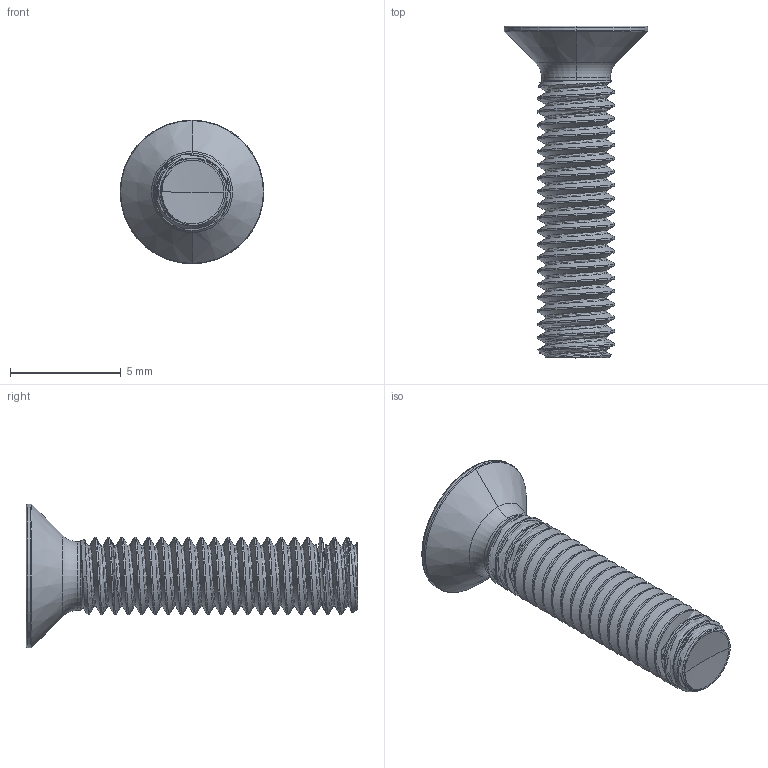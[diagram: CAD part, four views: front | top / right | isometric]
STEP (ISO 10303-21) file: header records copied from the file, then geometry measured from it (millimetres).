
FILE_DESCRIPTION (( 'STEP AP203' ), '1' );
FILE_NAME ('STM330350150.STEP', '2019-03-16T02:28:18', ( '' ), ( '' ), 'SwSTEP 2.0', 'SolidWorks 2015', '' );
FILE_SCHEMA (( 'CONFIG_CONTROL_DESIGN' ));
Length unit declared in the file: millimetre
Products named in the file (1): STM330350150
Bounding box: 6.5 x 15 x 6.5 mm (x, y, z)
Volume: 134.1 mm3; surface area: 307.4 mm2
Topology: 1 solids, 1 shells, 198 faces, 469 edges, 272 vertices
Faces by surface type: cylinder 84, bspline 46, sphere 26, plane 24, cone 10, torus 8
Entity records: 23061 total; most frequent: CARTESIAN_POINT 19039, ORIENTED_EDGE 934, DIRECTION 721, EDGE_CURVE 467, AXIS2_PLACEMENT_3D 295, VERTEX_POINT 272, EDGE_LOOP 199, FACE_OUTER_BOUND 198
